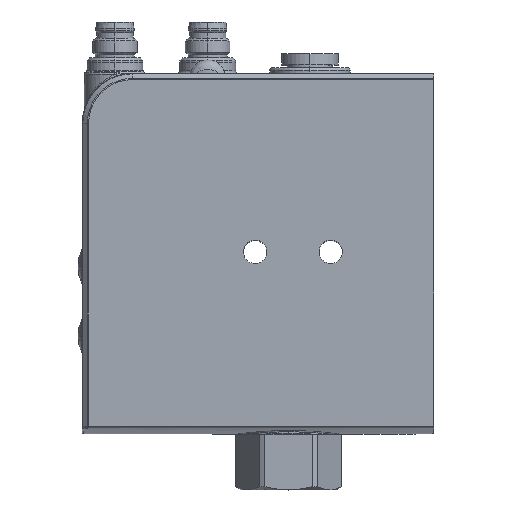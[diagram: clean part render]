
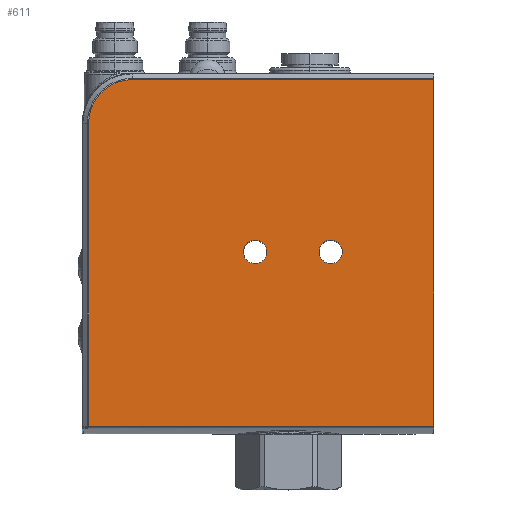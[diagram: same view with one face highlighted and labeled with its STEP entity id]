
A CAD part, top view. The second image highlights one B-rep face of the part: STEP entity #611.
In plain terms, the highlighted planar face has unit normal (0, 0, 1).
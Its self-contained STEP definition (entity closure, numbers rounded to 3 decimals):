
#611=ADVANCED_FACE('',(#1547,#1548,#1549),#1550,.F.);
#1547=FACE_BOUND('',#2965,.T.);
#1548=FACE_BOUND('',#2966,.T.);
#1549=FACE_OUTER_BOUND('',#2967,.T.);
#1550=PLANE('',#2968);
#2965=EDGE_LOOP('',(#6707,#6708));
#2966=EDGE_LOOP('',(#6709,#6710));
#2967=EDGE_LOOP('',(#6711,#6712,#6713,#6714,#6715));
#2968=AXIS2_PLACEMENT_3D('',#6716,#6717,#6718);
#6707=ORIENTED_EDGE('',*,*,#9634,.F.);
#6708=ORIENTED_EDGE('',*,*,#9412,.F.);
#6709=ORIENTED_EDGE('',*,*,#9635,.F.);
#6710=ORIENTED_EDGE('',*,*,#9417,.F.);
#6711=ORIENTED_EDGE('',*,*,#9504,.T.);
#6712=ORIENTED_EDGE('',*,*,#9636,.T.);
#6713=ORIENTED_EDGE('',*,*,#9637,.T.);
#6714=ORIENTED_EDGE('',*,*,#9638,.T.);
#6715=ORIENTED_EDGE('',*,*,#9639,.T.);
#6716=CARTESIAN_POINT('',(0.0,64.6,12.5));
#6717=DIRECTION('',(0.0,0.0,-1.0));
#6718=DIRECTION('',(-1.0,0.0,0.0));
#9412=EDGE_CURVE('',#10809,#10811,#10812,.T.);
#9417=EDGE_CURVE('',#10818,#10820,#10821,.T.);
#9504=EDGE_CURVE('',#10962,#10960,#10963,.T.);
#9634=EDGE_CURVE('',#10811,#10809,#11188,.T.);
#9635=EDGE_CURVE('',#10820,#10818,#11189,.T.);
#9636=EDGE_CURVE('',#10960,#11190,#11191,.T.);
#9637=EDGE_CURVE('',#11190,#11192,#11193,.T.);
#9638=EDGE_CURVE('',#11192,#11194,#11195,.T.);
#9639=EDGE_CURVE('',#11194,#10962,#11196,.T.);
#10809=VERTEX_POINT('',#12902);
#10811=VERTEX_POINT('',#12905);
#10812=CIRCLE('',#12906,2.1);
#10818=VERTEX_POINT('',#12913);
#10820=VERTEX_POINT('',#12916);
#10821=CIRCLE('',#12917,2.1);
#10960=VERTEX_POINT('',#13134);
#10962=VERTEX_POINT('',#13136);
#10963=LINE('',#13137,#13138);
#11188=CIRCLE('',#13815,2.1);
#11189=CIRCLE('',#13816,2.1);
#11190=VERTEX_POINT('',#13817);
#11191=LINE('',#13818,#13819);
#11192=VERTEX_POINT('',#13820);
#11193=CIRCLE('',#13821,7.876);
#11194=VERTEX_POINT('',#13822);
#11195=LINE('',#13823,#13824);
#11196=LINE('',#13825,#13826);
#12902=CARTESIAN_POINT('',(42.41,32.6,12.5));
#12905=CARTESIAN_POINT('',(46.61,32.6,12.5));
#12906=AXIS2_PLACEMENT_3D('',#16397,#16398,#16399);
#12913=CARTESIAN_POINT('',(28.86,32.6,12.5));
#12916=CARTESIAN_POINT('',(33.06,32.6,12.5));
#12917=AXIS2_PLACEMENT_3D('',#16405,#16406,#16407);
#13134=CARTESIAN_POINT('',(62.96,63.476,12.5));
#13136=CARTESIAN_POINT('',(62.96,1.376,12.5));
#13137=CARTESIAN_POINT('',(62.96,0.0,12.5));
#13138=VECTOR('',#16539,1000.0);
#13815=AXIS2_PLACEMENT_3D('',#16710,#16711,#16712);
#13816=AXIS2_PLACEMENT_3D('',#16713,#16714,#16715);
#13817=CARTESIAN_POINT('',(9.0,63.476,12.5));
#13818=CARTESIAN_POINT('',(9.0,63.476,12.5));
#13819=VECTOR('',#16716,1000.0);
#13820=CARTESIAN_POINT('',(1.124,55.6,12.5));
#13821=AXIS2_PLACEMENT_3D('',#16717,#16718,#16719);
#13822=CARTESIAN_POINT('',(1.124,1.376,12.5));
#13823=CARTESIAN_POINT('',(1.124,1.125,12.5));
#13824=VECTOR('',#16720,1000.0);
#13825=CARTESIAN_POINT('',(62.96,1.376,12.5));
#13826=VECTOR('',#16721,1000.0);
#16397=CARTESIAN_POINT('',(44.51,32.6,12.5));
#16398=DIRECTION('',(0.0,0.0,1.0));
#16399=DIRECTION('',(1.0,0.0,0.0));
#16405=CARTESIAN_POINT('',(30.96,32.6,12.5));
#16406=DIRECTION('',(0.0,0.0,1.0));
#16407=DIRECTION('',(1.0,0.0,0.0));
#16539=DIRECTION('',(0.0,1.0,0.0));
#16710=CARTESIAN_POINT('',(44.51,32.6,12.5));
#16711=DIRECTION('',(0.0,0.0,1.0));
#16712=DIRECTION('',(1.0,0.0,0.0));
#16713=CARTESIAN_POINT('',(30.96,32.6,12.5));
#16714=DIRECTION('',(0.0,0.0,1.0));
#16715=DIRECTION('',(1.0,0.0,0.0));
#16716=DIRECTION('',(-1.0,-0.0,-0.0));
#16717=CARTESIAN_POINT('',(9.0,55.6,12.5));
#16718=DIRECTION('',(0.0,0.0,1.0));
#16719=DIRECTION('',(-1.0,0.0,0.0));
#16720=DIRECTION('',(-0.0,-1.0,-0.0));
#16721=DIRECTION('',(1.0,0.0,0.0));
